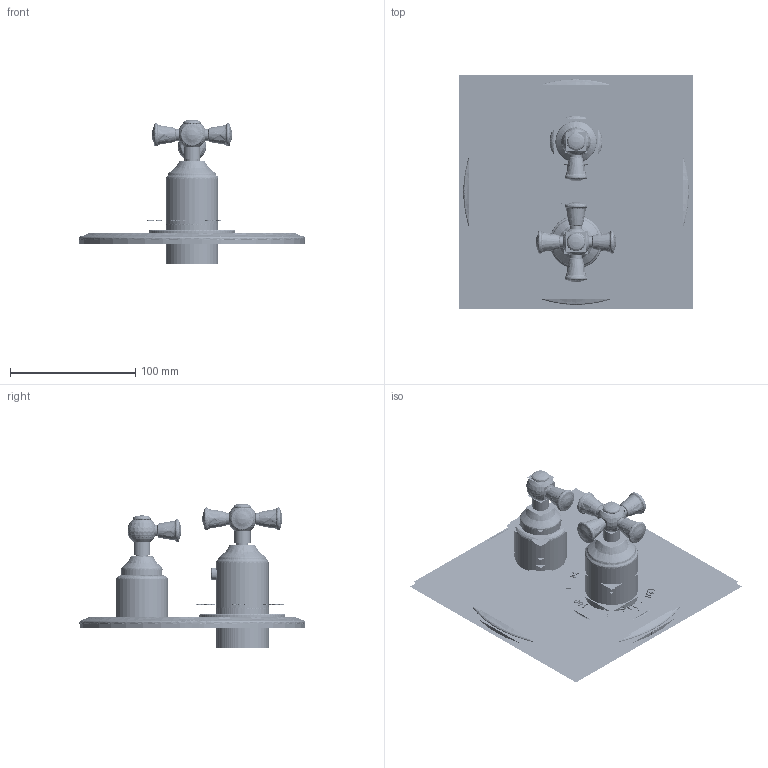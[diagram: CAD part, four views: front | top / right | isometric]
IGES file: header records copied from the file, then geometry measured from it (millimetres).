
Start section:  PTC IGES file: 3-2403tr_asm.igs
Global section: file name: 3-2403tr_asm.igs; native system: Creo Parametric by Parametric Technology Corporation; preprocessor: 2013150; author: rsmith; organization: Unknown; date: 20160401.125817; units: inch
Bounding box: 187.2 x 187.06 x 115.41 mm (x, y, z)
Surface area: 1101461.2 mm2 (no closed solid volume)
Topology: 0 solids, 0 shells, 7174 faces, 107384 edges, 142949 vertices
Faces by surface type: revolution 3962, bspline 2246, extrusion 966
